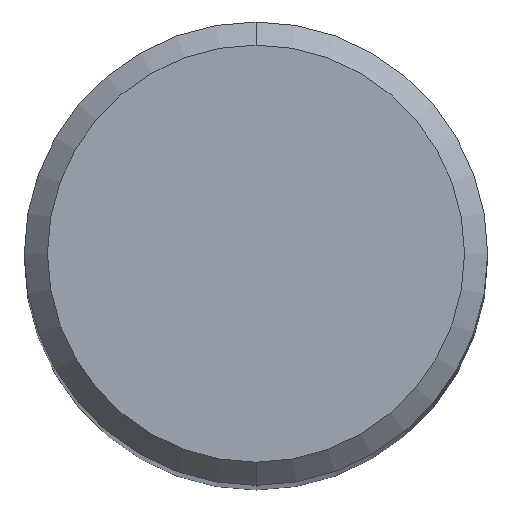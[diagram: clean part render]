
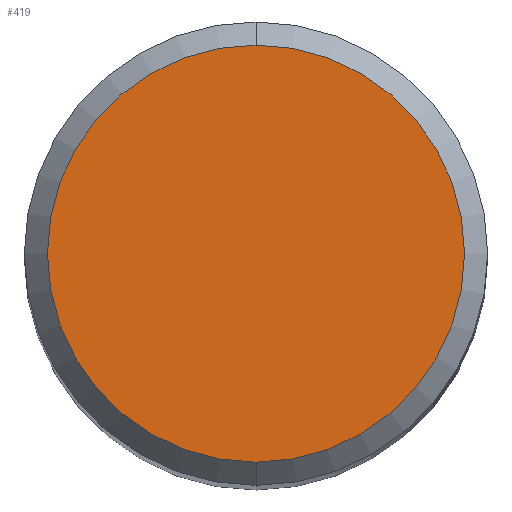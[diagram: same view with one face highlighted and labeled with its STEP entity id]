
A CAD part, top view. The second image highlights one B-rep face of the part: STEP entity #419.
In plain terms, the highlighted planar face has unit normal (0, 0, 1).
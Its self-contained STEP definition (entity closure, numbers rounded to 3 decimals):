
#181=EDGE_CURVE('',#439,#305,#489,.T.);
#253=EDGE_CURVE('',#305,#439,#566,.T.);
#305=VERTEX_POINT('',#620);
#419=ADVANCED_FACE('',(#751),#752,.T.);
#439=VERTEX_POINT('',#774);
#489=CIRCLE('',#821,3.6);
#566=CIRCLE('',#964,3.6);
#620=CARTESIAN_POINT('',(0.0,3.6,0.));
#751=FACE_OUTER_BOUND('',#1374,.T.);
#752=PLANE('',#1375);
#774=CARTESIAN_POINT('',(0.,-3.6,0.));
#821=AXIS2_PLACEMENT_3D('',#1465,#1466,#1467);
#964=AXIS2_PLACEMENT_3D('',#1535,#1536,#1537);
#1374=EDGE_LOOP('',(#1742,#1743));
#1375=AXIS2_PLACEMENT_3D('',#1744,#1745,#1746);
#1465=CARTESIAN_POINT('',(0.0,0.0,0.));
#1466=DIRECTION('',(0.0,0.0,-1.0));
#1467=DIRECTION('',(0.0,1.0,0.0));
#1535=CARTESIAN_POINT('',(0.0,0.0,0.));
#1536=DIRECTION('',(0.0,0.0,-1.0));
#1537=DIRECTION('',(0.0,1.0,0.0));
#1742=ORIENTED_EDGE('',*,*,#253,.F.);
#1743=ORIENTED_EDGE('',*,*,#181,.F.);
#1744=CARTESIAN_POINT('',(0.0,1.8,0.));
#1745=DIRECTION('',(-0.0,0.0,1.0));
#1746=DIRECTION('',(0.0,-1.0,0.0));
